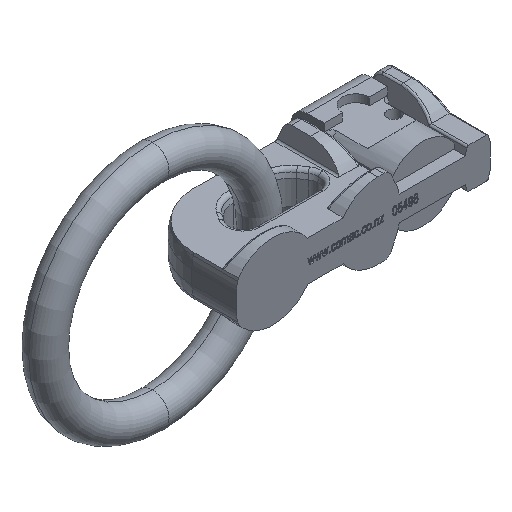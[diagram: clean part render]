
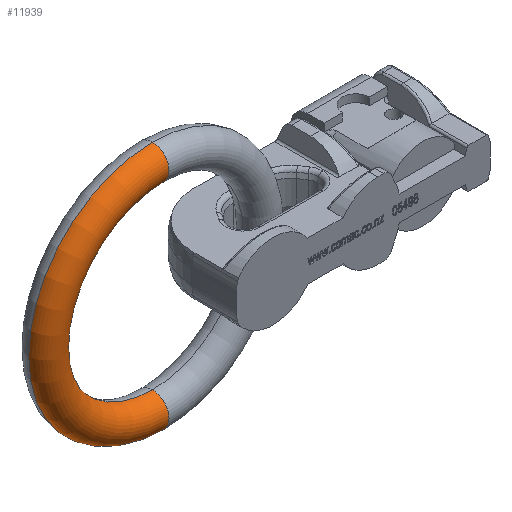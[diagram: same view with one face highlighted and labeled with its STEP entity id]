
A CAD part, isometric view. The second image highlights one B-rep face of the part: STEP entity #11939.
In plain terms, the highlighted toroidal (fillet/blend) face has major radius 26 mm and minor radius 4 mm.
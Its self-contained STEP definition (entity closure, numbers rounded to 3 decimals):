
#376 = TOROIDAL_SURFACE ( 'NONE', #1802, 26., 4. ) ;
#1367 = DIRECTION ( 'NONE',  ( 0., -1., 0. ) ) ;
#1429 = ORIENTED_EDGE ( 'NONE', *, *, #6221, .F. ) ;
#1802 = AXIS2_PLACEMENT_3D ( 'NONE', #15917, #7812, #6180 ) ;
#1890 = CIRCLE ( 'NONE', #12724, 22. ) ;
#1912 = EDGE_LOOP ( 'NONE', ( #1429, #15642, #7531, #17722 ) ) ;
#2170 = DIRECTION ( 'NONE',  ( 0., -1., 0. ) ) ;
#2275 = CARTESIAN_POINT ( 'NONE',  ( -54., 1.5, 22. ) ) ;
#2318 = CARTESIAN_POINT ( 'NONE',  ( -54., 1.5, 0. ) ) ;
#2814 = AXIS2_PLACEMENT_3D ( 'NONE', #11380, #14739, #6655 ) ;
#3940 = FACE_OUTER_BOUND ( 'NONE', #1912, .T. ) ;
#4043 = CIRCLE ( 'NONE', #2814, 4. ) ;
#5044 = CIRCLE ( 'NONE', #17634, 4. ) ;
#6040 = AXIS2_PLACEMENT_3D ( 'NONE', #20735, #1367, #20945 ) ;
#6180 = DIRECTION ( 'NONE',  ( 0., 0., -1. ) ) ;
#6221 = EDGE_CURVE ( 'NONE', #20953, #13819, #5044, .T. ) ;
#6655 = DIRECTION ( 'NONE',  ( 0., 0., 1. ) ) ;
#7027 = DIRECTION ( 'NONE',  ( 0., 0., -1. ) ) ;
#7531 = ORIENTED_EDGE ( 'NONE', *, *, #17872, .T. ) ;
#7812 = DIRECTION ( 'NONE',  ( 0., -1., 0. ) ) ;
#8016 = VERTEX_POINT ( 'NONE', #15690 ) ;
#8851 = DIRECTION ( 'NONE',  ( 0., 0., -1. ) ) ;
#11380 = CARTESIAN_POINT ( 'NONE',  ( -54., 1.5, -26. ) ) ;
#11431 = VERTEX_POINT ( 'NONE', #13939 ) ;
#11939 = ADVANCED_FACE ( 'NONE', ( #3940 ), #376, .T. ) ;
#12024 = CARTESIAN_POINT ( 'NONE',  ( -54., 1.5, 26. ) ) ;
#12493 = EDGE_CURVE ( 'NONE', #13819, #11431, #1890, .T. ) ;
#12684 = EDGE_CURVE ( 'NONE', #20953, #8016, #13320, .T. ) ;
#12724 = AXIS2_PLACEMENT_3D ( 'NONE', #2318, #2170, #8851 ) ;
#13320 = CIRCLE ( 'NONE', #6040, 30. ) ;
#13819 = VERTEX_POINT ( 'NONE', #2275 ) ;
#13939 = CARTESIAN_POINT ( 'NONE',  ( -54., 1.5, -22. ) ) ;
#14739 = DIRECTION ( 'NONE',  ( -1., 0., 0. ) ) ;
#15642 = ORIENTED_EDGE ( 'NONE', *, *, #12684, .T. ) ;
#15690 = CARTESIAN_POINT ( 'NONE',  ( -54., 1.5, -30. ) ) ;
#15917 = CARTESIAN_POINT ( 'NONE',  ( -54., 1.5, 0. ) ) ;
#17634 = AXIS2_PLACEMENT_3D ( 'NONE', #12024, #18778, #7027 ) ;
#17722 = ORIENTED_EDGE ( 'NONE', *, *, #12493, .F. ) ;
#17872 = EDGE_CURVE ( 'NONE', #8016, #11431, #4043, .T. ) ;
#18778 = DIRECTION ( 'NONE',  ( 1., 0., 0. ) ) ;
#19694 = CARTESIAN_POINT ( 'NONE',  ( -54., 1.5, 30. ) ) ;
#20735 = CARTESIAN_POINT ( 'NONE',  ( -54., 1.5, 0. ) ) ;
#20945 = DIRECTION ( 'NONE',  ( 0., 0., -1. ) ) ;
#20953 = VERTEX_POINT ( 'NONE', #19694 ) ;
